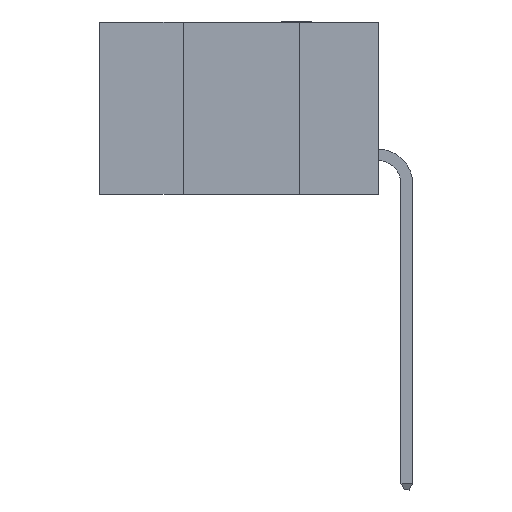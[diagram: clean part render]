
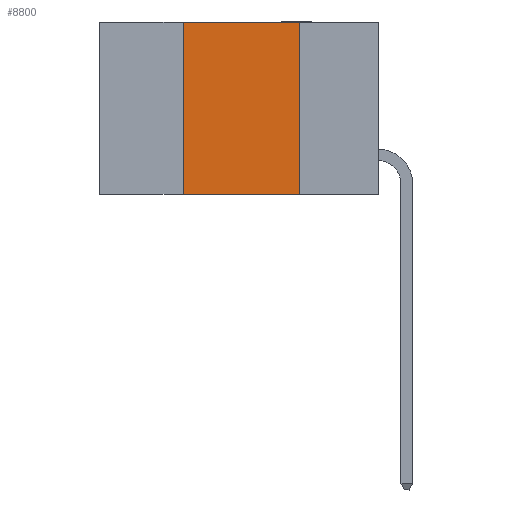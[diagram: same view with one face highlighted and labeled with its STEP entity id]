
A CAD part, left-side view. The second image highlights one B-rep face of the part: STEP entity #8800.
In plain terms, the highlighted planar face has unit normal (-1, 0, 0).
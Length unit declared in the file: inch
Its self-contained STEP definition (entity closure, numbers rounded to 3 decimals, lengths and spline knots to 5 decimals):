
#60 = CARTESIAN_POINT ( 'NONE',  ( 0., 0.17, 0. ) ) ;
#453 = VERTEX_POINT ( 'NONE', #11207 ) ;
#1120 = VERTEX_POINT ( 'NONE', #12952 ) ;
#1442 = DIRECTION ( 'NONE',  ( 0., -1., 0. ) ) ;
#1784 = CARTESIAN_POINT ( 'NONE',  ( 0., 0.42, 0. ) ) ;
#1874 = CARTESIAN_POINT ( 'NONE',  ( 0., 0.6, 0. ) ) ;
#2181 = DIRECTION ( 'NONE',  ( 0., 0., 1. ) ) ;
#2542 = EDGE_CURVE ( 'NONE', #1120, #453, #3355, .T. ) ;
#2794 = CARTESIAN_POINT ( 'NONE',  ( 0., 0.6, 0. ) ) ;
#3096 = ORIENTED_EDGE ( 'NONE', *, *, #5107, .F. ) ;
#3355 = LINE ( 'NONE', #60, #10376 ) ;
#4213 = EDGE_CURVE ( 'NONE', #7171, #4885, #12139, .T. ) ;
#4298 = EDGE_CURVE ( 'NONE', #7171, #453, #8004, .T. ) ;
#4885 = VERTEX_POINT ( 'NONE', #1784 ) ;
#5107 = EDGE_CURVE ( 'NONE', #4885, #1120, #13160, .T. ) ;
#5876 = VECTOR ( 'NONE', #2181, 39.37008 ) ;
#6420 = DIRECTION ( 'NONE',  ( 0., 0., -1. ) ) ;
#7171 = VERTEX_POINT ( 'NONE', #9377 ) ;
#7487 = VECTOR ( 'NONE', #11014, 39.37008 ) ;
#8004 = LINE ( 'NONE', #13110, #10979 ) ;
#8108 = PLANE ( 'NONE',  #11166 ) ;
#8800 = ADVANCED_FACE ( 'NONE', ( #13533 ), #8108, .F. ) ;
#9225 = EDGE_LOOP ( 'NONE', ( #11916, #3096, #13071, #12032 ) ) ;
#9252 = DIRECTION ( 'NONE',  ( 1., 0., 0. ) ) ;
#9377 = CARTESIAN_POINT ( 'NONE',  ( 0., 0.42, -0.37 ) ) ;
#10376 = VECTOR ( 'NONE', #6420, 39.37008 ) ;
#10979 = VECTOR ( 'NONE', #1442, 39.37008 ) ;
#11014 = DIRECTION ( 'NONE',  ( 0., -1., 0. ) ) ;
#11166 = AXIS2_PLACEMENT_3D ( 'NONE', #1874, #9252, #11336 ) ;
#11207 = CARTESIAN_POINT ( 'NONE',  ( 0., 0.17, -0.37 ) ) ;
#11336 = DIRECTION ( 'NONE',  ( 0., 0., -1. ) ) ;
#11916 = ORIENTED_EDGE ( 'NONE', *, *, #2542, .F. ) ;
#12032 = ORIENTED_EDGE ( 'NONE', *, *, #4298, .T. ) ;
#12139 = LINE ( 'NONE', #12732, #5876 ) ;
#12732 = CARTESIAN_POINT ( 'NONE',  ( 0., 0.42, 0. ) ) ;
#12952 = CARTESIAN_POINT ( 'NONE',  ( 0., 0.17, 0. ) ) ;
#13071 = ORIENTED_EDGE ( 'NONE', *, *, #4213, .F. ) ;
#13110 = CARTESIAN_POINT ( 'NONE',  ( 0., 0.6, -0.37 ) ) ;
#13160 = LINE ( 'NONE', #2794, #7487 ) ;
#13533 = FACE_OUTER_BOUND ( 'NONE', #9225, .T. ) ;
